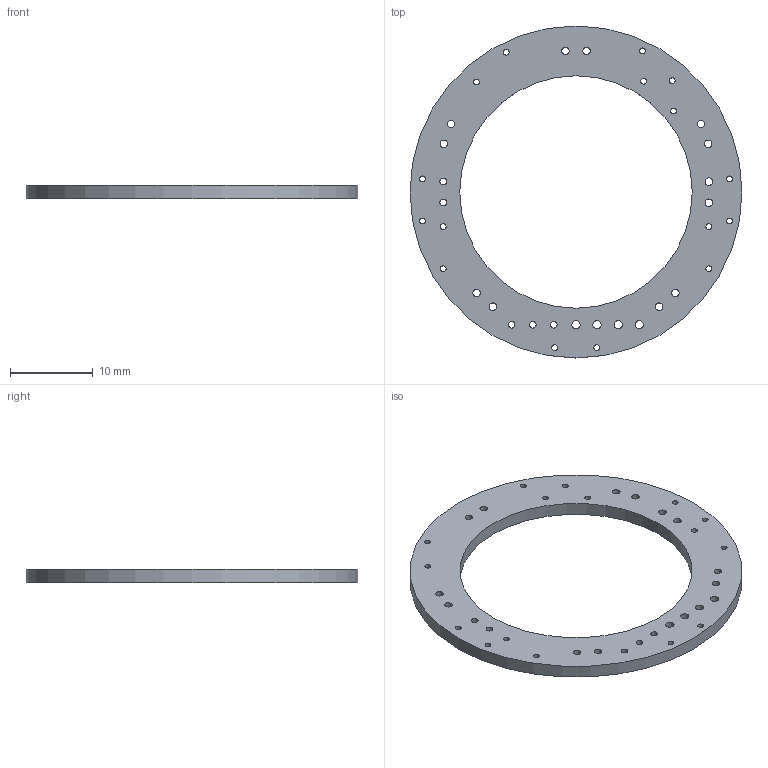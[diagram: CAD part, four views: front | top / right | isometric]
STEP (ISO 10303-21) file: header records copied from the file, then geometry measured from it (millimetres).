
FILE_DESCRIPTION(('FreeCAD Model'),'2;1');
FILE_NAME('project1.step','2019-05-01T09:13:09',('kicad StepUp'),( 'ksu MCAD'),'Open CASCADE STEP processor 6.8','FreeCAD','Unknown');
FILE_SCHEMA(('AUTOMOTIVE_DESIGN_CC2 { 1 2 10303 214 -1 1 5 4 }'));
Length unit declared in the file: millimetre
Products named in the file (2): ASSEMBLY; Pcb
Assembly tree (1 placements, depth 2):
  ASSEMBLY
    Pcb
Bounding box: 40 x 40 x 1.6 mm (x, y, z)
Volume: 994.2 mm3; surface area: 1735.5 mm2
Topology: 1 solids, 1 shells, 41 faces, 117 edges, 78 vertices
Faces by surface type: cylinder 39, plane 2
Full cylindrical faces by diameter (mm): 0.7 x16, 0.8 x3, 0.813 x2, 0.9 x12, 1 x4, 28 x1, 40 x1
Entity records: 1580 total; most frequent: DIRECTION 281, CARTESIAN_POINT 238, ORIENTED_EDGE 234, AXIS2_PLACEMENT_3D 121, FACE_BOUND 117, EDGE_LOOP 117, EDGE_CURVE 117, VERTEX_POINT 78
